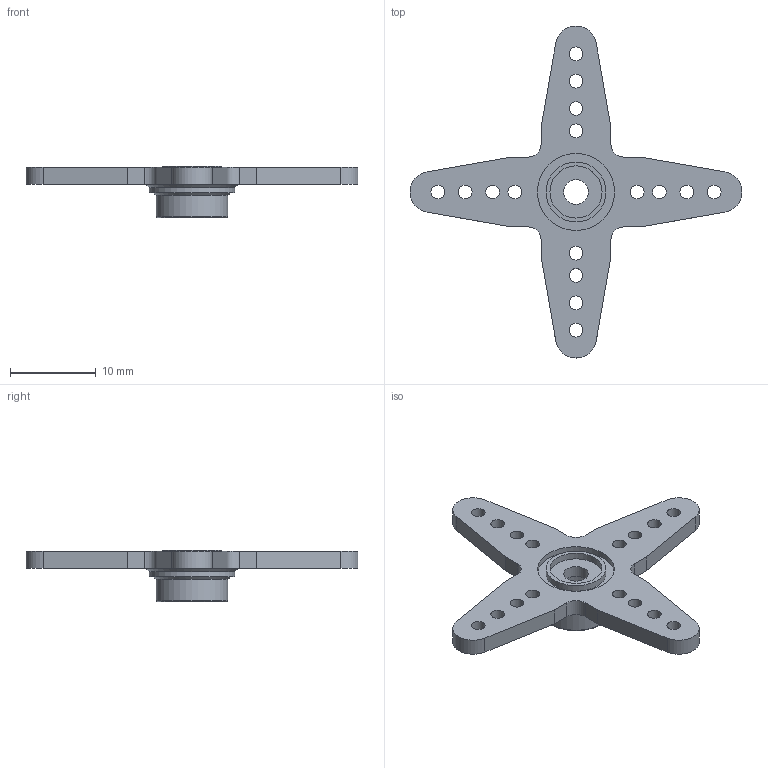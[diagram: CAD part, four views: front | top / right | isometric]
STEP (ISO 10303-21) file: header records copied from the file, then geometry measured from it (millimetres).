
FILE_DESCRIPTION(('FreeCAD Model'),'2;1');
FILE_NAME('SM-S4303R-4-arms-horn.stp', '2014-08-18T09:46:47',('FreeCAD'),('FreeCAD'), 'Open CASCADE STEP processor 6.7','FreeCAD','Unknown');
FILE_SCHEMA(('AUTOMOTIVE_DESIGN_CC2 { 1 2 10303 214 -1 1 5 4 }'));
Length unit declared in the file: millimetre
Products named in the file (1): horn-final
Bounding box: 38.8 x 38.8 x 6 mm (x, y, z)
Volume: 958.3 mm3; surface area: 1508.4 mm2
Topology: 1 solids, 1 shells, 58 faces, 155 edges, 105 vertices
Faces by surface type: cylinder 31, plane 24, cone 2, torus 1
Full cylindrical faces by diameter (mm): 1.6 x16, 2.9 x1, 5.9 x1, 6.1 x1, 7 x1, 8.4 x1, 9 x1, 10 x1
Entity records: 4101 total; most frequent: CARTESIAN_POINT 989, DIRECTION 577, ORIENTED_EDGE 310, PCURVE 310, DEFINITIONAL_REPRESENTATION 310, LINE 297, VECTOR 297, EDGE_CURVE 155
